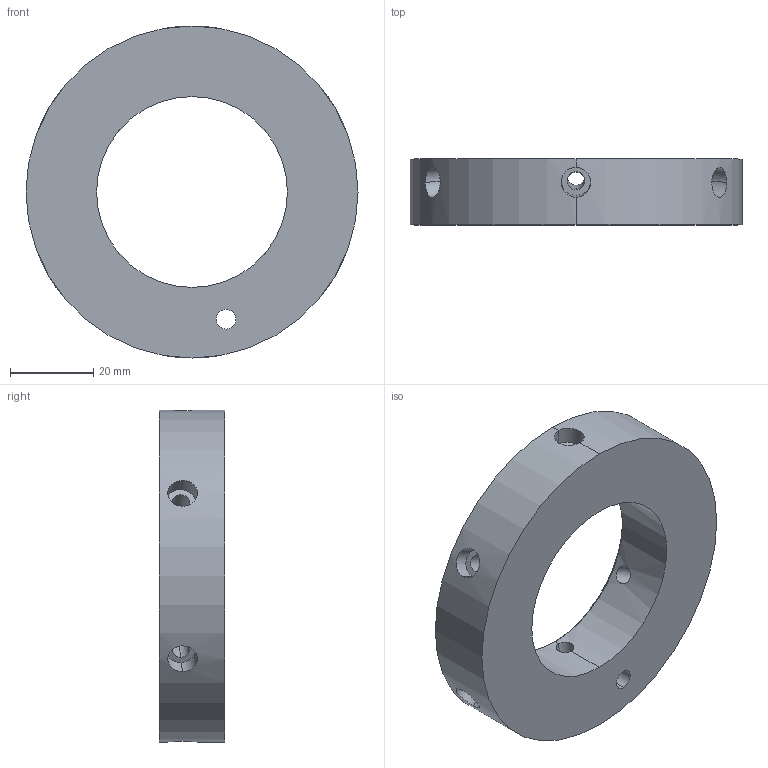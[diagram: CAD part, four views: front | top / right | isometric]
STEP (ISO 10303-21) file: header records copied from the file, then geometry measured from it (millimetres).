
FILE_DESCRIPTION (( 'STEP AP214' ), '1' );
FILE_NAME ('S-175-COUPLING BLANK.STEP', '2014-07-15T20:36:45', ( '' ), ( '' ), 'SwSTEP 2.0', 'SolidWorks 2013', '' );
FILE_SCHEMA (( 'AUTOMOTIVE_DESIGN' ));
Length unit declared in the file: inch
Products named in the file (1): S-175-COUPLING BLANK
Bounding box: 80 x 15.88 x 80 mm (x, y, z)
Volume: 50900.3 mm3; surface area: 14595.9 mm2
Topology: 1 solids, 1 shells, 40 faces, 98 edges, 62 vertices
Faces by surface type: cylinder 30, plane 8, cone 2
Entity records: 1930 total; most frequent: CARTESIAN_POINT 927, ORIENTED_EDGE 196, DIRECTION 194, EDGE_CURVE 98, AXIS2_PLACEMENT_3D 79, VERTEX_POINT 62, EDGE_LOOP 58, ADVANCED_FACE 40
